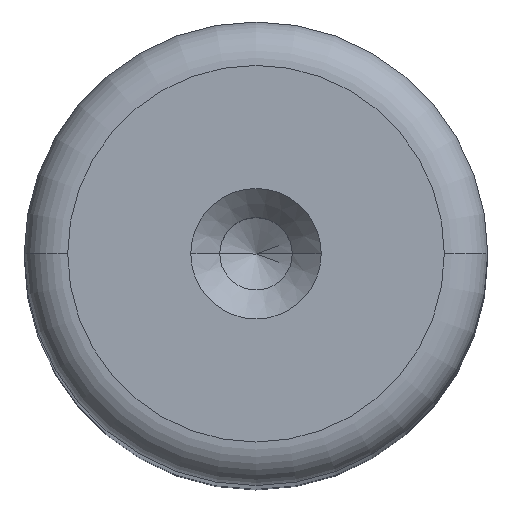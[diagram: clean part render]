
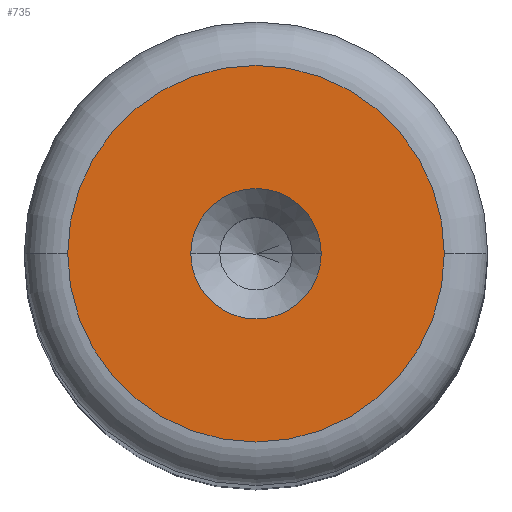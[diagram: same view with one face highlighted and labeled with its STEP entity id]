
A CAD part, top view. The second image highlights one B-rep face of the part: STEP entity #735.
In plain terms, the highlighted planar face has unit normal (0, 0, 1).
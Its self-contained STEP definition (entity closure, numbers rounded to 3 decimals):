
#4 = EDGE_LOOP ( 'NONE', ( #164, #76 ) ) ;
#32 = AXIS2_PLACEMENT_3D ( 'NONE', #411, #285, #281 ) ;
#42 = EDGE_LOOP ( 'NONE', ( #208, #364 ) ) ;
#76 = ORIENTED_EDGE ( 'NONE', *, *, #388, .F. ) ;
#142 = VERTEX_POINT ( 'NONE', #248 ) ;
#164 = ORIENTED_EDGE ( 'NONE', *, *, #701, .F. ) ;
#186 = FACE_BOUND ( 'NONE', #4, .T. ) ;
#208 = ORIENTED_EDGE ( 'NONE', *, *, #824, .T. ) ;
#248 = CARTESIAN_POINT ( 'NONE',  ( 2.25, 0., 90. ) ) ;
#281 = DIRECTION ( 'NONE',  ( 1., 0., 0. ) ) ;
#285 = DIRECTION ( 'NONE',  ( 0., 0., 1. ) ) ;
#325 = DIRECTION ( 'NONE',  ( 1., 0., 0. ) ) ;
#364 = ORIENTED_EDGE ( 'NONE', *, *, #1034, .T. ) ;
#375 = CARTESIAN_POINT ( 'NONE',  ( 0., 0., 90. ) ) ;
#388 = EDGE_CURVE ( 'NONE', #520, #142, #800, .T. ) ;
#411 = CARTESIAN_POINT ( 'NONE',  ( 0., 0., 90. ) ) ;
#446 = FACE_OUTER_BOUND ( 'NONE', #42, .T. ) ;
#462 = CARTESIAN_POINT ( 'NONE',  ( -6.5, 0., 90. ) ) ;
#500 = DIRECTION ( 'NONE',  ( 1., 0., 0. ) ) ;
#520 = VERTEX_POINT ( 'NONE', #855 ) ;
#534 = AXIS2_PLACEMENT_3D ( 'NONE', #814, #1064, #325 ) ;
#562 = CARTESIAN_POINT ( 'NONE',  ( 0., 0., 90. ) ) ;
#690 = DIRECTION ( 'NONE',  ( 1., 0., 0. ) ) ;
#701 = EDGE_CURVE ( 'NONE', #142, #520, #1139, .T. ) ;
#703 = CARTESIAN_POINT ( 'NONE',  ( 0., 0., 90. ) ) ;
#735 = ADVANCED_FACE ( 'NONE', ( #186, #446 ), #1533, .T. ) ;
#800 = CIRCLE ( 'NONE', #32, 2.25 ) ;
#814 = CARTESIAN_POINT ( 'NONE',  ( 0., 0., 90. ) ) ;
#824 = EDGE_CURVE ( 'NONE', #1532, #856, #1338, .T. ) ;
#830 = DIRECTION ( 'NONE',  ( 1., 0., 0. ) ) ;
#855 = CARTESIAN_POINT ( 'NONE',  ( -2.25, 0., 90. ) ) ;
#856 = VERTEX_POINT ( 'NONE', #462 ) ;
#1034 = EDGE_CURVE ( 'NONE', #856, #1532, #1155, .T. ) ;
#1064 = DIRECTION ( 'NONE',  ( 0., 0., 1. ) ) ;
#1139 = CIRCLE ( 'NONE', #1448, 2.25 ) ;
#1155 = CIRCLE ( 'NONE', #1358, 6.5 ) ;
#1185 = AXIS2_PLACEMENT_3D ( 'NONE', #703, #1544, #830 ) ;
#1229 = DIRECTION ( 'NONE',  ( 0., 0., 1. ) ) ;
#1338 = CIRCLE ( 'NONE', #1185, 6.5 ) ;
#1358 = AXIS2_PLACEMENT_3D ( 'NONE', #375, #1229, #500 ) ;
#1381 = CARTESIAN_POINT ( 'NONE',  ( 6.5, 0., 90. ) ) ;
#1412 = DIRECTION ( 'NONE',  ( 0., 0., 1. ) ) ;
#1448 = AXIS2_PLACEMENT_3D ( 'NONE', #562, #1412, #690 ) ;
#1532 = VERTEX_POINT ( 'NONE', #1381 ) ;
#1533 = PLANE ( 'NONE',  #534 ) ;
#1544 = DIRECTION ( 'NONE',  ( 0., 0., 1. ) ) ;
